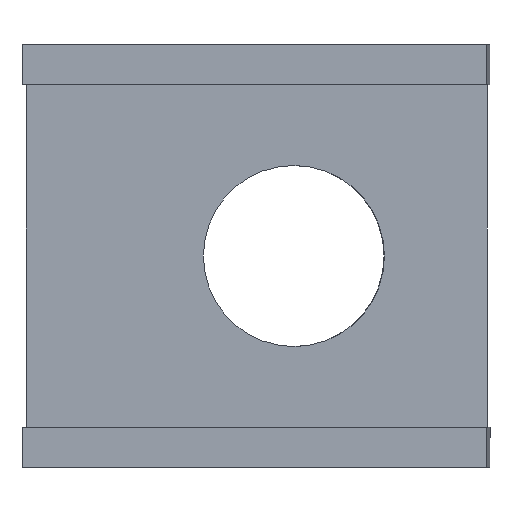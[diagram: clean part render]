
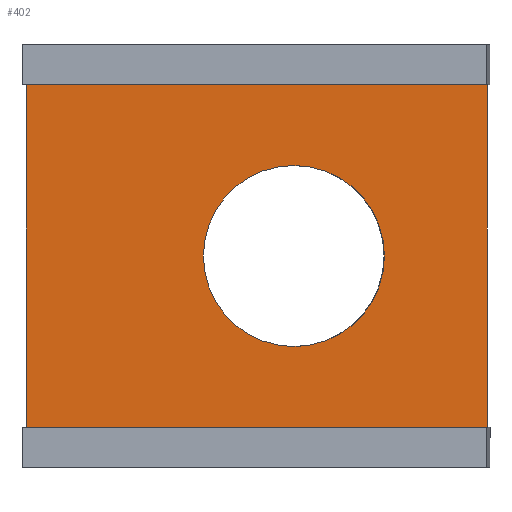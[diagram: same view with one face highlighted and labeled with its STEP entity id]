
A CAD part, left-side view. The second image highlights one B-rep face of the part: STEP entity #402.
In plain terms, the highlighted planar face has unit normal (-1, 0, 0).
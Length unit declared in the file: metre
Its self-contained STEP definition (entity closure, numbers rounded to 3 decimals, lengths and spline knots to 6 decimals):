
#38=CIRCLE('',#466,0.005741);
#60=ORIENTED_EDGE('',*,*,#152,.T.);
#61=ORIENTED_EDGE('',*,*,#139,.T.);
#62=ORIENTED_EDGE('',*,*,#149,.T.);
#63=ORIENTED_EDGE('',*,*,#146,.F.);
#64=ORIENTED_EDGE('',*,*,#143,.F.);
#139=EDGE_CURVE('',#189,#190,#223,.T.);
#143=EDGE_CURVE('',#189,#193,#227,.T.);
#146=EDGE_CURVE('',#193,#195,#230,.T.);
#149=EDGE_CURVE('',#190,#195,#233,.T.);
#152=EDGE_CURVE('',#198,#198,#38,.T.);
#189=VERTEX_POINT('',#602);
#190=VERTEX_POINT('',#603);
#193=VERTEX_POINT('',#611);
#195=VERTEX_POINT('',#617);
#198=VERTEX_POINT('',#629);
#223=LINE('',#601,#271);
#227=LINE('',#610,#275);
#230=LINE('',#616,#278);
#233=LINE('',#622,#281);
#271=VECTOR('',#493,1.);
#275=VECTOR('',#499,1.);
#278=VECTOR('',#504,1.);
#281=VECTOR('',#509,1.);
#325=EDGE_LOOP('',(#60));
#326=EDGE_LOOP('',(#61,#62,#63,#64));
#353=FACE_BOUND('',#325,.T.);
#354=FACE_BOUND('',#326,.T.);
#380=PLANE('',#465);
#402=ADVANCED_FACE('',(#353,#354),#380,.F.);
#465=AXIS2_PLACEMENT_3D('',#627,#515,#516);
#466=AXIS2_PLACEMENT_3D('',#628,#517,#518);
#493=DIRECTION('',(0.,-1.,0.));
#499=DIRECTION('',(0.,0.,1.));
#504=DIRECTION('',(0.,-1.,0.));
#509=DIRECTION('',(0.,0.,1.));
#515=DIRECTION('',(1.,0.,0.));
#516=DIRECTION('',(0.,1.,0.));
#517=DIRECTION('',(1.,0.,0.));
#518=DIRECTION('',(0.,0.,-1.));
#601=CARTESIAN_POINT('',(0.,0.,-0.010859));
#602=CARTESIAN_POINT('',(0.,0.014605,-0.010859));
#603=CARTESIAN_POINT('',(0.,-0.014605,-0.010859));
#610=CARTESIAN_POINT('',(0.,0.014605,0.));
#611=CARTESIAN_POINT('',(0.,0.014605,0.010859));
#616=CARTESIAN_POINT('',(0.,0.,0.010859));
#617=CARTESIAN_POINT('',(0.,-0.014605,0.010859));
#622=CARTESIAN_POINT('',(0.,-0.014605,0.));
#627=CARTESIAN_POINT('',(0.,0.,0.));
#628=CARTESIAN_POINT('',(0.,-0.002354,0.));
#629=CARTESIAN_POINT('',(0.,-0.002354,-0.005741));
